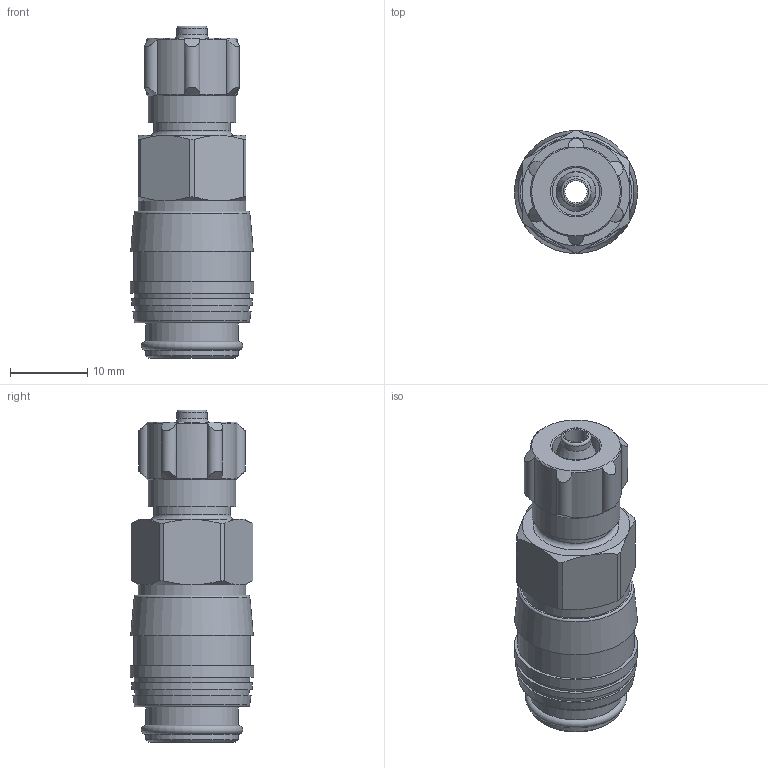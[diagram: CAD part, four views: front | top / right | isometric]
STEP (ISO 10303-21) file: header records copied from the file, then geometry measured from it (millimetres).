
FILE_DESCRIPTION(/* description */ ('STEP AP214'),/* implementation_level */ '2;1');
FILE_NAME(/* name */ '531629_KD3-CK-4',/* time_stamp */ '2024-08-29T16:18:28+02:00',/* author */ ('License CC BY-ND 4.0'),/* organization */ ('CADENAS'),/* preprocessor_version */ 'ST-DEVELOPER v19.3',/* originating_system */ 'PARTsolutions',/* authorisation */ ' ');
FILE_SCHEMA (('AUTOMOTIVE_DESIGN {1 0 10303 214 3 1 1}'));
Length unit declared in the file: millimetre
Products named in the file (1): 531629 KD3-CK-4
Bounding box: 16 x 16 x 43.1 mm (x, y, z)
Volume: 4142.5 mm3; surface area: 3703.8 mm2
Topology: 1 solids, 1 shells, 85 faces, 178 edges, 109 vertices
Faces by surface type: cylinder 31, plane 22, cone 20, torus 12
Full cylindrical faces by diameter (mm): 2.9 x1, 3.9 x1, 4.8 x1, 6.2 x1, 9 x1, 10 x2, 11.4 x1, 12 x2, 14 x1, 15.7 x1, 16 x1
Entity records: 2210 total; most frequent: CARTESIAN_POINT 504, DIRECTION 362, ORIENTED_EDGE 286, AXIS2_PLACEMENT_3D 169, EDGE_CURVE 143, EDGE_LOOP 134, FACE_BOUND 134, VERTEX_POINT 107
